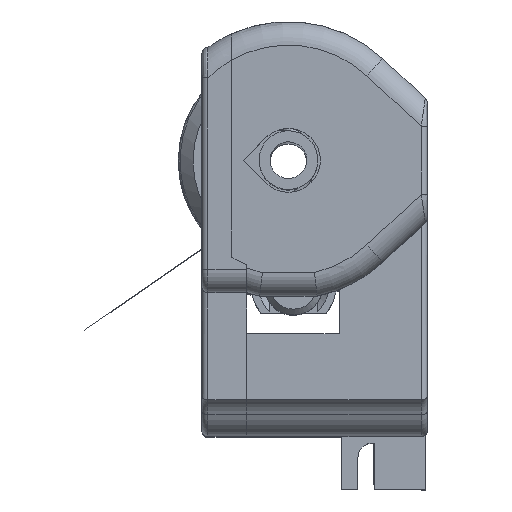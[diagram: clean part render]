
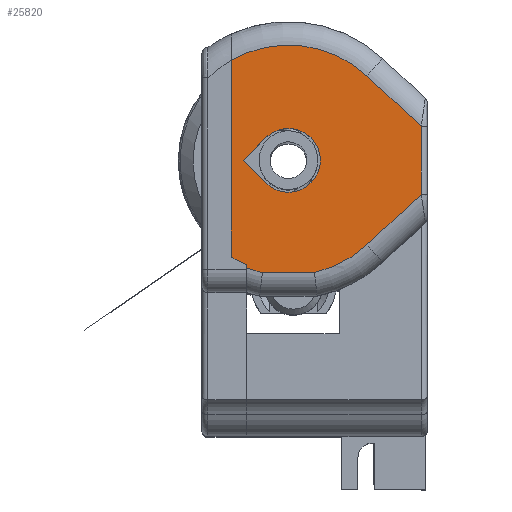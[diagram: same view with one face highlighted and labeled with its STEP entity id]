
A CAD part, top view. The second image highlights one B-rep face of the part: STEP entity #25820.
In plain terms, the highlighted planar face has unit normal (0, 0, 1).
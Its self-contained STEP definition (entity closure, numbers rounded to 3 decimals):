
#2337=FACE_BOUND('',#3941,.T.);
#2479=FACE_OUTER_BOUND('',#3940,.T.);
#3940=EDGE_LOOP('',(#17452,#17453,#17454,#17455,#17456,#17457,#17458,#17459,
#17460,#17461,#17462));
#3941=EDGE_LOOP('',(#17463,#17464,#17465));
#5519=CIRCLE('',#27443,7.65);
#5525=CIRCLE('',#27457,7.85);
#5528=CIRCLE('',#27463,7.85);
#5529=CIRCLE('',#27464,7.85);
#5530=CIRCLE('',#27465,2.175);
#6011=LINE('',#35863,#8531);
#6017=LINE('',#35890,#8537);
#6028=LINE('',#35925,#8548);
#6031=LINE('',#35950,#8551);
#6032=LINE('',#35953,#8552);
#6033=LINE('',#35955,#8553);
#6034=LINE('',#35956,#8554);
#6035=LINE('',#35960,#8555);
#6036=LINE('',#35963,#8556);
#8531=VECTOR('',#29455,10.);
#8537=VECTOR('',#29469,10.);
#8548=VECTOR('',#29502,10.);
#8551=VECTOR('',#29517,10.);
#8552=VECTOR('',#29520,10.);
#8553=VECTOR('',#29521,10.);
#8554=VECTOR('',#29522,10.);
#8555=VECTOR('',#29525,10.);
#8556=VECTOR('',#29528,10.);
#11065=VERTEX_POINT('',#35860);
#11066=VERTEX_POINT('',#35862);
#11069=VERTEX_POINT('',#35869);
#11070=VERTEX_POINT('',#35871);
#11073=VERTEX_POINT('',#35879);
#11086=VERTEX_POINT('',#35924);
#11088=VERTEX_POINT('',#35929);
#11089=VERTEX_POINT('',#35940);
#11092=VERTEX_POINT('',#35947);
#11093=VERTEX_POINT('',#35952);
#11094=VERTEX_POINT('',#35954);
#11095=VERTEX_POINT('',#35957);
#11096=VERTEX_POINT('',#35959);
#11097=VERTEX_POINT('',#35961);
#13568=EDGE_CURVE('',#11066,#11065,#6011,.T.);
#13572=EDGE_CURVE('',#11070,#11069,#5519,.T.);
#13577=EDGE_CURVE('',#11069,#11073,#6017,.T.);
#13594=EDGE_CURVE('',#11086,#11066,#6028,.T.);
#13597=EDGE_CURVE('',#11088,#11089,#5525,.T.);
#13602=EDGE_CURVE('',#11089,#11092,#6031,.T.);
#13603=EDGE_CURVE('',#11092,#11093,#6032,.T.);
#13604=EDGE_CURVE('',#11088,#11094,#6033,.T.);
#13605=EDGE_CURVE('',#11094,#11070,#6034,.T.);
#13606=EDGE_CURVE('',#11095,#11073,#5528,.T.);
#13607=EDGE_CURVE('',#11096,#11095,#6035,.T.);
#13608=EDGE_CURVE('',#11097,#11096,#5529,.T.);
#13609=EDGE_CURVE('',#11093,#11097,#6036,.T.);
#13610=EDGE_CURVE('',#11065,#11086,#5530,.T.);
#17452=ORIENTED_EDGE('',*,*,#13603,.F.);
#17453=ORIENTED_EDGE('',*,*,#13602,.F.);
#17454=ORIENTED_EDGE('',*,*,#13597,.F.);
#17455=ORIENTED_EDGE('',*,*,#13604,.T.);
#17456=ORIENTED_EDGE('',*,*,#13605,.T.);
#17457=ORIENTED_EDGE('',*,*,#13572,.T.);
#17458=ORIENTED_EDGE('',*,*,#13577,.T.);
#17459=ORIENTED_EDGE('',*,*,#13606,.F.);
#17460=ORIENTED_EDGE('',*,*,#13607,.F.);
#17461=ORIENTED_EDGE('',*,*,#13608,.F.);
#17462=ORIENTED_EDGE('',*,*,#13609,.F.);
#17463=ORIENTED_EDGE('',*,*,#13610,.T.);
#17464=ORIENTED_EDGE('',*,*,#13594,.T.);
#17465=ORIENTED_EDGE('',*,*,#13568,.T.);
#25011=PLANE('',#27462);
#25820=ADVANCED_FACE('',(#2479,#2337),#25011,.T.);
#27443=AXIS2_PLACEMENT_3D('',#35872,#29462,#29463);
#27457=AXIS2_PLACEMENT_3D('',#35941,#29506,#29507);
#27462=AXIS2_PLACEMENT_3D('',#35951,#29518,#29519);
#27463=AXIS2_PLACEMENT_3D('',#35958,#29523,#29524);
#27464=AXIS2_PLACEMENT_3D('',#35962,#29526,#29527);
#27465=AXIS2_PLACEMENT_3D('',#35964,#29529,#29530);
#29455=DIRECTION('',(0.707,0.707,0.));
#29462=DIRECTION('center_axis',(0.,0.,1.));
#29463=DIRECTION('ref_axis',(-0.373,-0.928,0.));
#29469=DIRECTION('',(0.,-1.,0.));
#29502=DIRECTION('',(-0.707,0.707,0.));
#29506=DIRECTION('center_axis',(0.,0.,-1.));
#29507=DIRECTION('ref_axis',(0.161,0.987,0.));
#29517=DIRECTION('',(0.733,-0.68,0.));
#29518=DIRECTION('center_axis',(0.,0.,1.));
#29519=DIRECTION('ref_axis',(-1.,0.,0.));
#29520=DIRECTION('',(0.,-1.,0.));
#29521=DIRECTION('',(0.,-1.,0.));
#29522=DIRECTION('',(0.,-1.,0.));
#29523=DIRECTION('center_axis',(0.,0.,-1.));
#29524=DIRECTION('ref_axis',(-0.254,-0.967,0.));
#29525=DIRECTION('',(-1.,0.,0.));
#29526=DIRECTION('center_axis',(0.,0.,-1.));
#29527=DIRECTION('ref_axis',(0.46,-0.888,0.));
#29528=DIRECTION('',(-0.733,-0.68,0.));
#29529=DIRECTION('center_axis',(0.,0.,-1.));
#29530=DIRECTION('ref_axis',(-0.707,-0.707,0.));
#35860=CARTESIAN_POINT('',(-20.572,10.743,49.3));
#35862=CARTESIAN_POINT('',(-22.11,9.205,49.3));
#35863=CARTESIAN_POINT('',(-22.11,9.205,49.3));
#35869=CARTESIAN_POINT('',(-21.884,2.106,49.3));
#35871=CARTESIAN_POINT('',(-22.923,2.617,49.3));
#35872=CARTESIAN_POINT('Origin',(-19.034,9.205,49.3));
#35879=CARTESIAN_POINT('',(-21.884,1.89,49.3));
#35890=CARTESIAN_POINT('',(-21.884,4.751,49.3));
#35924=CARTESIAN_POINT('',(-20.572,7.667,49.3));
#35925=CARTESIAN_POINT('',(-20.572,7.667,49.3));
#35929=CARTESIAN_POINT('',(-22.923,16.024,49.3));
#35940=CARTESIAN_POINT('',(-13.698,14.962,49.3));
#35941=CARTESIAN_POINT('Origin',(-19.034,9.205,49.3));
#35947=CARTESIAN_POINT('',(-9.984,11.52,49.3));
#35950=CARTESIAN_POINT('',(-11.462,12.89,49.3));
#35951=CARTESIAN_POINT('Origin',(-16.253,9.307,49.3));
#35952=CARTESIAN_POINT('',(-9.984,6.89,49.3));
#35953=CARTESIAN_POINT('',(-9.984,7.193,49.3));
#35954=CARTESIAN_POINT('',(-22.923,15.793,49.3));
#35955=CARTESIAN_POINT('',(-22.923,17.818,49.3));
#35956=CARTESIAN_POINT('',(-22.923,15.793,49.3));
#35957=CARTESIAN_POINT('',(-20.809,1.558,49.3));
#35958=CARTESIAN_POINT('Origin',(-19.034,9.205,49.3));
#35959=CARTESIAN_POINT('',(-17.259,1.558,49.3));
#35960=CARTESIAN_POINT('',(-19.588,1.558,49.3));
#35961=CARTESIAN_POINT('',(-13.698,3.447,49.3));
#35962=CARTESIAN_POINT('Origin',(-19.034,9.205,49.3));
#35963=CARTESIAN_POINT('',(-12.924,4.164,49.3));
#35964=CARTESIAN_POINT('Origin',(-19.034,9.205,49.3));
